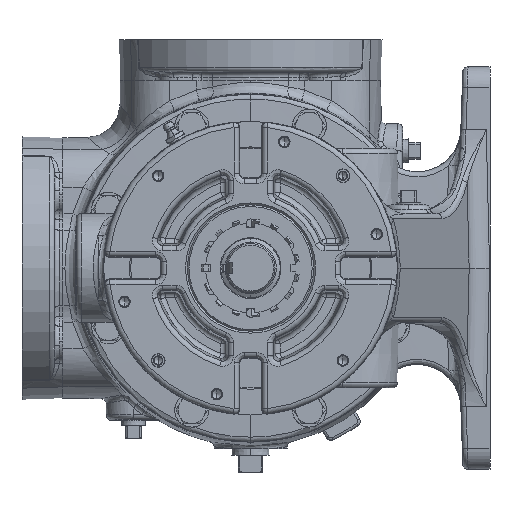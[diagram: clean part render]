
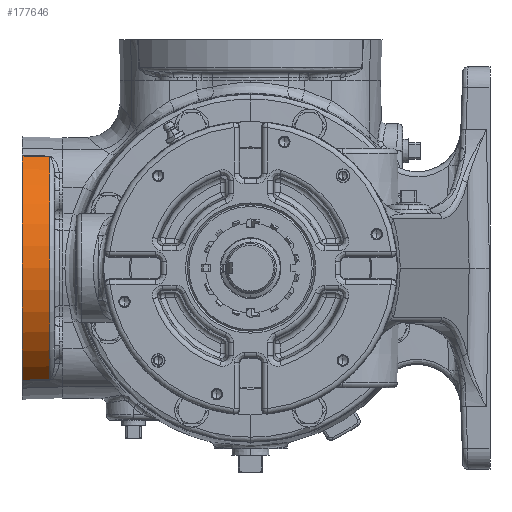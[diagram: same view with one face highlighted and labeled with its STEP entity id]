
A CAD part, left-side view. The second image highlights one B-rep face of the part: STEP entity #177646.
In plain terms, the highlighted conical face has half-angle 2 degrees and reference radius 76.351 mm.
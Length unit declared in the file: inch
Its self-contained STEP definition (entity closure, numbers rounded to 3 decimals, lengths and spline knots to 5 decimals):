
#9383 = ORIENTED_EDGE ( 'NONE', *, *, #111562, .T. ) ;
#12165 = ORIENTED_EDGE ( 'NONE', *, *, #205201, .F. ) ;
#24428 = DIRECTION ( 'NONE',  ( 1., 0., 0. ) ) ;
#37208 = B_SPLINE_CURVE_WITH_KNOTS ( 'NONE', 3,
 ( #82358, #220264, #180815, #163885 ),
 .UNSPECIFIED., .F., .F.,
 ( 4, 4 ),
 ( 0.00432, 0.02044 ),
 .UNSPECIFIED. ) ;
#38136 = CARTESIAN_POINT ( 'NONE',  ( 1.24618, 5.0386, 2.56966 ) ) ;
#39039 = AXIS2_PLACEMENT_3D ( 'NONE', #147173, #108716, #181051 ) ;
#42583 = CARTESIAN_POINT ( 'NONE',  ( 1.25492, 4.61581, 2.55768 ) ) ;
#47007 = CONICAL_SURFACE ( 'NONE', #75918, 3.00594, 0.035 ) ;
#69578 = VERTEX_POINT ( 'NONE', #183068 ) ;
#75918 = AXIS2_PLACEMENT_3D ( 'NONE', #213230, #196264, #24428 ) ;
#78432 = VERTEX_POINT ( 'NONE', #137818 ) ;
#81798 = ORIENTED_EDGE ( 'NONE', *, *, #156997, .T. ) ;
#82358 = CARTESIAN_POINT ( 'NONE',  ( 1.24181, 5.25, -2.57565 ) ) ;
#104947 = CARTESIAN_POINT ( 'NONE',  ( 1.24181, 5.25, -2.57565 ) ) ;
#107376 = AXIS2_PLACEMENT_3D ( 'NONE', #121291, #134891, #119047 ) ;
#108716 = DIRECTION ( 'NONE',  ( 0., 1., 0. ) ) ;
#111562 = EDGE_CURVE ( 'NONE', #69578, #78432, #223433, .T. ) ;
#112337 = CARTESIAN_POINT ( 'NONE',  ( 1.25492, 4.61581, -2.55768 ) ) ;
#119047 = DIRECTION ( 'NONE',  ( -1., 0., 0. ) ) ;
#121291 = CARTESIAN_POINT ( 'NONE',  ( 2.78, 4.61581, 0. ) ) ;
#129654 = CARTESIAN_POINT ( 'NONE',  ( 1.24181, 5.25, 2.57565 ) ) ;
#130674 = FACE_OUTER_BOUND ( 'NONE', #188632, .T. ) ;
#134891 = DIRECTION ( 'NONE',  ( 0., 1., 0. ) ) ;
#137818 = CARTESIAN_POINT ( 'NONE',  ( 1.24181, 5.25, 2.57565 ) ) ;
#147173 = CARTESIAN_POINT ( 'NONE',  ( 2.78, 5.25, 0. ) ) ;
#156997 = EDGE_CURVE ( 'NONE', #215425, #69578, #172502, .T. ) ;
#163885 = CARTESIAN_POINT ( 'NONE',  ( 1.25492, 4.61581, -2.55768 ) ) ;
#167255 = ORIENTED_EDGE ( 'NONE', *, *, #187992, .T. ) ;
#172502 = CIRCLE ( 'NONE', #107376, 2.97785 ) ;
#177646 = ADVANCED_FACE ( 'Defeatured_0_733', ( #130674 ), #47007, .T. ) ;
#180815 = CARTESIAN_POINT ( 'NONE',  ( 1.25055, 4.82721, -2.56367 ) ) ;
#181051 = DIRECTION ( 'NONE',  ( 1., 0., 0. ) ) ;
#183068 = CARTESIAN_POINT ( 'NONE',  ( 1.25492, 4.61581, 2.55768 ) ) ;
#187992 = EDGE_CURVE ( 'NONE', #207336, #215425, #37208, .T. ) ;
#188632 = EDGE_LOOP ( 'NONE', ( #12165, #167255, #81798, #9383 ) ) ;
#196264 = DIRECTION ( 'NONE',  ( 0., 1., 0. ) ) ;
#205201 = EDGE_CURVE ( 'NONE', #207336, #78432, #208825, .T. ) ;
#207336 = VERTEX_POINT ( 'NONE', #104947 ) ;
#208825 = CIRCLE ( 'NONE', #39039, 3. ) ;
#213230 = CARTESIAN_POINT ( 'NONE',  ( 2.78, 5.42, 0. ) ) ;
#213313 = CARTESIAN_POINT ( 'NONE',  ( 1.25055, 4.82721, 2.56367 ) ) ;
#215425 = VERTEX_POINT ( 'NONE', #112337 ) ;
#220264 = CARTESIAN_POINT ( 'NONE',  ( 1.24618, 5.0386, -2.56966 ) ) ;
#223433 = B_SPLINE_CURVE_WITH_KNOTS ( 'NONE', 3,
 ( #42583, #213313, #38136, #129654 ),
 .UNSPECIFIED., .F., .F.,
 ( 4, 4 ),
 ( 0., 0.01612 ),
 .UNSPECIFIED. ) ;
